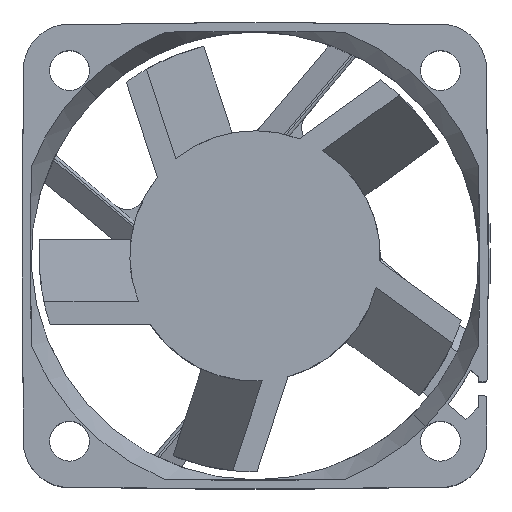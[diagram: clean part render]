
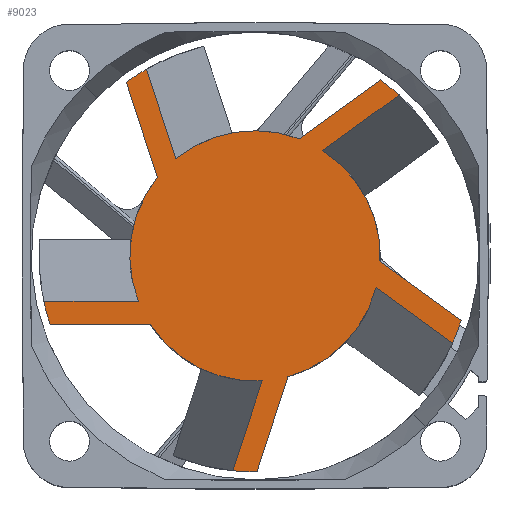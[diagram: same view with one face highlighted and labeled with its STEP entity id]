
A CAD part, top view. The second image highlights one B-rep face of the part: STEP entity #9023.
In plain terms, the highlighted face is planar.
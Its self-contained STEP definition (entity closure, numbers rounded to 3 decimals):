
#8627=CARTESIAN_POINT('',(0.,0.,0.));
#8628=DIRECTION('',(0.,0.,-1.));
#8629=DIRECTION('',(0.502,0.865,0.));
#8630=AXIS2_PLACEMENT_3D('',#8627,#8628,#8629);
#8632=DIRECTION('',(-0.809,0.588,0.));
#8633=VECTOR('',#8632,10.806);
#8634=CARTESIAN_POINT('',(-4.775,12.627,0.));
#8635=LINE('',#8634,#8633);
#8636=CARTESIAN_POINT('',(0.,0.,0.));
#8637=DIRECTION('',(0.,0.,-1.));
#8638=DIRECTION('',(-0.667,0.745,0.));
#8639=AXIS2_PLACEMENT_3D('',#8636,#8637,#8638);
#8641=DIRECTION('',(-0.809,-0.588,0.));
#8642=VECTOR('',#8641,10.806);
#8643=CARTESIAN_POINT('',(-13.485,-0.639,0.));
#8644=LINE('',#8643,#8642);
#8645=CARTESIAN_POINT('',(0.,0.,0.));
#8646=DIRECTION('',(0.,0.,-1.));
#8647=DIRECTION('',(-0.915,-0.404,0.));
#8648=AXIS2_PLACEMENT_3D('',#8645,#8646,#8647);
#8650=DIRECTION('',(0.309,-0.951,0.));
#8651=VECTOR('',#8650,10.806);
#8652=CARTESIAN_POINT('',(-3.559,-13.022,0.));
#8653=LINE('',#8652,#8651);
#8654=DIRECTION('',(1.,0.,0.));
#8655=VECTOR('',#8654,10.806);
#8656=CARTESIAN_POINT('',(11.285,-7.409,0.));
#8657=LINE('',#8656,#8655);
#8658=CARTESIAN_POINT('',(0.,0.,0.));
#8659=DIRECTION('',(0.,0.,-1.));
#8660=DIRECTION('',(0.978,-0.21,0.));
#8661=AXIS2_PLACEMENT_3D('',#8658,#8659,#8660);
#8663=DIRECTION('',(0.309,0.951,0.));
#8664=VECTOR('',#8663,10.806);
#8665=CARTESIAN_POINT('',(10.534,8.443,0.));
#8666=LINE('',#8665,#8664);
#8667=CARTESIAN_POINT('',(0.,0.,0.));
#8668=DIRECTION('',(0.,0.,-1.));
#8669=DIRECTION('',(0.102,-0.995,0.));
#8670=AXIS2_PLACEMENT_3D('',#8667,#8668,#8669);
#8686=CARTESIAN_POINT('',(-4.775,12.627,0.));
#8692=CARTESIAN_POINT('',(0.,0.,0.));
#8693=DIRECTION('',(0.,0.,-1.));
#8694=DIRECTION('',(-0.354,0.935,0.));
#8695=AXIS2_PLACEMENT_3D('',#8692,#8693,#8694);
#8697=CARTESIAN_POINT('',(8.548,10.449,0.));
#8708=CARTESIAN_POINT('',(-13.485,-0.639,0.));
#8714=CARTESIAN_POINT('',(0.,0.,0.));
#8715=DIRECTION('',(0.,0.,-1.));
#8716=DIRECTION('',(-0.999,-0.047,0.));
#8717=AXIS2_PLACEMENT_3D('',#8714,#8715,#8716);
#8719=CARTESIAN_POINT('',(-7.296,11.359,0.));
#8730=CARTESIAN_POINT('',(-0.774,-13.478,0.));
#8745=CARTESIAN_POINT('',(11.285,-7.409,0.));
#8747=CARTESIAN_POINT('',(0.,0.,0.));
#8748=DIRECTION('',(0.,0.,-1.));
#8749=DIRECTION('',(0.836,-0.549,0.));
#8750=AXIS2_PLACEMENT_3D('',#8747,#8748,#8749);
#8752=CARTESIAN_POINT('',(-3.559,-13.022,0.));
#8758=CARTESIAN_POINT('',(0.,0.,0.));
#8759=DIRECTION('',(0.,0.,-1.));
#8760=DIRECTION('',(-0.264,-0.965,0.));
#8761=AXIS2_PLACEMENT_3D('',#8758,#8759,#8760);
#8763=CARTESIAN_POINT('',(-13.057,-3.429,0.));
#8779=DIRECTION('',(0.309,0.951,0.));
#8780=VECTOR('',#8779,10.2);
#8781=CARTESIAN_POINT('',(8.548,10.449,0.));
#8782=LINE('',#8781,#8780);
#8842=CARTESIAN_POINT('',(10.534,8.443,0.));
#8848=CARTESIAN_POINT('',(0.,0.,0.));
#8849=DIRECTION('',(0.,0.,-1.));
#8850=DIRECTION('',(0.78,0.625,0.));
#8851=AXIS2_PLACEMENT_3D('',#8848,#8849,#8850);
#8853=CARTESIAN_POINT('',(12.579,-4.901,0.));
#8864=DIRECTION('',(1.,0.,0.));
#8865=VECTOR('',#8864,10.2);
#8866=CARTESIAN_POINT('',(12.579,-4.901,0.));
#8867=LINE('',#8866,#8865);
#8880=CARTESIAN_POINT('',(2.378,-23.178,0.));
#8882=DIRECTION('',(0.309,-0.951,0.));
#8883=VECTOR('',#8882,10.2);
#8884=CARTESIAN_POINT('',(-0.774,-13.478,0.));
#8885=LINE('',#8884,#8883);
#8895=DIRECTION('',(-0.809,-0.588,0.));
#8896=VECTOR('',#8895,10.2);
#8897=CARTESIAN_POINT('',(-13.057,-3.429,0.));
#8898=LINE('',#8897,#8896);
#8913=DIRECTION('',(-0.809,0.588,0.));
#8914=VECTOR('',#8913,10.2);
#8915=CARTESIAN_POINT('',(-7.296,11.359,0.));
#8916=LINE('',#8915,#8914);
#8917=VERTEX_POINT('',#8853);
#8920=VERTEX_POINT('',#8745);
#8921=VERTEX_POINT('',#8697);
#8923=VERTEX_POINT('',#8842);
#8925=VERTEX_POINT('',#8719);
#8927=VERTEX_POINT('',#8686);
#8929=VERTEX_POINT('',#8763);
#8931=VERTEX_POINT('',#8708);
#8933=VERTEX_POINT('',#8730);
#8935=VERTEX_POINT('',#8752);
#8937=CARTESIAN_POINT('',(11.7,20.149,0.));
#8938=CARTESIAN_POINT('',(13.873,18.72,0.));
#8939=VERTEX_POINT('',#8937);
#8940=VERTEX_POINT('',#8938);
#8941=CARTESIAN_POINT('',(22.779,-4.901,0.));
#8942=CARTESIAN_POINT('',(22.091,-7.409,0.));
#8943=VERTEX_POINT('',#8941);
#8944=VERTEX_POINT('',#8942);
#8945=CARTESIAN_POINT('',(-21.309,-9.424,0.));
#8946=CARTESIAN_POINT('',(-22.227,-6.99,0.));
#8947=VERTEX_POINT('',#8945);
#8948=VERTEX_POINT('',#8946);
#8949=CARTESIAN_POINT('',(-15.548,17.354,0.));
#8950=CARTESIAN_POINT('',(-13.517,18.979,0.));
#8951=VERTEX_POINT('',#8949);
#8952=VERTEX_POINT('',#8950);
#8973=VERTEX_POINT('',#8880);
#8974=CARTESIAN_POINT('',(-0.22,-23.299,0.));
#8975=VERTEX_POINT('',#8974);
#8976=CARTESIAN_POINT('',(0.,0.,0.));
#8977=DIRECTION('',(0.,0.,1.));
#8978=DIRECTION('',(1.,0.,0.));
#8979=AXIS2_PLACEMENT_3D('',#8976,#8977,#8978);
#8980=PLANE('',#8979);
#8982=ORIENTED_EDGE('',*,*,#8981,.F.);
#8984=ORIENTED_EDGE('',*,*,#8983,.F.);
#8986=ORIENTED_EDGE('',*,*,#8985,.F.);
#8988=ORIENTED_EDGE('',*,*,#8987,.T.);
#8990=ORIENTED_EDGE('',*,*,#8989,.F.);
#8992=ORIENTED_EDGE('',*,*,#8991,.F.);
#8994=ORIENTED_EDGE('',*,*,#8993,.F.);
#8996=ORIENTED_EDGE('',*,*,#8995,.T.);
#8998=ORIENTED_EDGE('',*,*,#8997,.F.);
#9000=ORIENTED_EDGE('',*,*,#8999,.F.);
#9002=ORIENTED_EDGE('',*,*,#9001,.F.);
#9004=ORIENTED_EDGE('',*,*,#9003,.T.);
#9006=ORIENTED_EDGE('',*,*,#9005,.F.);
#9008=ORIENTED_EDGE('',*,*,#9007,.F.);
#9010=ORIENTED_EDGE('',*,*,#9009,.F.);
#9012=ORIENTED_EDGE('',*,*,#9011,.T.);
#9014=ORIENTED_EDGE('',*,*,#9013,.F.);
#9016=ORIENTED_EDGE('',*,*,#9015,.F.);
#9018=ORIENTED_EDGE('',*,*,#9017,.F.);
#9020=ORIENTED_EDGE('',*,*,#9019,.T.);
#9021=EDGE_LOOP('',(#8982,#8984,#8986,#8988,#8990,#8992,#8994,#8996,#8998,#9000,
#9002,#9004,#9006,#9008,#9010,#9012,#9014,#9016,#9018,#9020));
#9022=FACE_OUTER_BOUND('',#9021,.F.);
#9023=ADVANCED_FACE('',(#9022),#8980,.F.);
#8631=CIRCLE('',#8630,23.3);
#8640=CIRCLE('',#8639,23.3);
#8649=CIRCLE('',#8648,23.3);
#8662=CIRCLE('',#8661,23.3);
#8671=CIRCLE('',#8670,23.3);
#8696=CIRCLE('',#8695,13.5);
#8718=CIRCLE('',#8717,13.5);
#8751=CIRCLE('',#8750,13.5);
#8762=CIRCLE('',#8761,13.5);
#8852=CIRCLE('',#8851,13.5);
#8981=EDGE_CURVE('',#8939,#8940,#8631,.T.);
#8983=EDGE_CURVE('',#8921,#8939,#8782,.T.);
#8985=EDGE_CURVE('',#8927,#8921,#8696,.T.);
#8987=EDGE_CURVE('',#8927,#8952,#8635,.T.);
#8989=EDGE_CURVE('',#8951,#8952,#8640,.T.);
#8991=EDGE_CURVE('',#8925,#8951,#8916,.T.);
#8993=EDGE_CURVE('',#8931,#8925,#8718,.T.);
#8995=EDGE_CURVE('',#8931,#8948,#8644,.T.);
#8997=EDGE_CURVE('',#8947,#8948,#8649,.T.);
#8999=EDGE_CURVE('',#8929,#8947,#8898,.T.);
#9001=EDGE_CURVE('',#8935,#8929,#8762,.T.);
#9003=EDGE_CURVE('',#8935,#8975,#8653,.T.);
#9005=EDGE_CURVE('',#8973,#8975,#8671,.T.);
#9007=EDGE_CURVE('',#8933,#8973,#8885,.T.);
#9009=EDGE_CURVE('',#8920,#8933,#8751,.T.);
#9011=EDGE_CURVE('',#8920,#8944,#8657,.T.);
#9013=EDGE_CURVE('',#8943,#8944,#8662,.T.);
#9015=EDGE_CURVE('',#8917,#8943,#8867,.T.);
#9017=EDGE_CURVE('',#8923,#8917,#8852,.T.);
#9019=EDGE_CURVE('',#8923,#8940,#8666,.T.);
